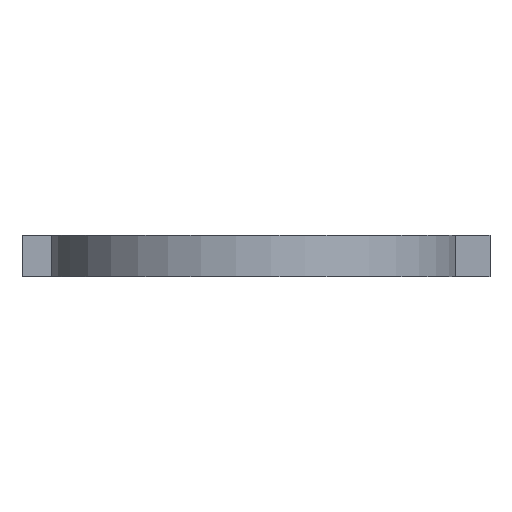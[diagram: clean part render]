
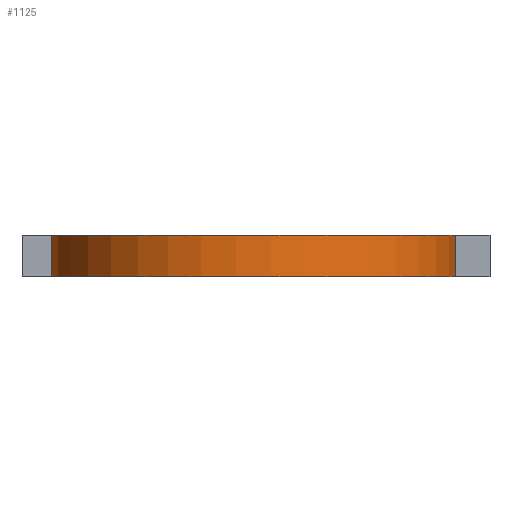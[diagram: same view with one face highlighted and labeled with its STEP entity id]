
A CAD part, front view. The second image highlights one B-rep face of the part: STEP entity #1125.
In plain terms, the highlighted cylindrical face has radius 24.5 mm (diameter 49 mm), a partial arc.
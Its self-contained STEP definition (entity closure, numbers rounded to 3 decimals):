
#73 = PLANE('',#74);
#74 = AXIS2_PLACEMENT_3D('',#75,#76,#77);
#75 = CARTESIAN_POINT('',(24.372,2.5,-5.));
#76 = DIRECTION('',(0.,0.,-1.));
#77 = DIRECTION('',(-1.,0.,0.));
#132 = PLANE('',#133);
#133 = AXIS2_PLACEMENT_3D('',#134,#135,#136);
#134 = CARTESIAN_POINT('',(24.372,2.5,0.));
#135 = DIRECTION('',(0.,0.,-1.));
#136 = DIRECTION('',(-1.,0.,0.));
#329 = VERTEX_POINT('',#330);
#330 = CARTESIAN_POINT('',(24.372,-2.5,0.));
#344 = PLANE('',#345);
#345 = AXIS2_PLACEMENT_3D('',#346,#347,#348);
#346 = CARTESIAN_POINT('',(28.55,-2.5,0.));
#347 = DIRECTION('',(0.,1.,0.));
#348 = DIRECTION('',(-1.,0.,0.));
#356 = EDGE_CURVE('',#357,#329,#359,.T.);
#357 = VERTEX_POINT('',#358);
#358 = CARTESIAN_POINT('',(-24.372,-2.5,0.));
#359 = SURFACE_CURVE('',#360,(#365,#376),.PCURVE_S1.);
#360 = CIRCLE('',#361,24.5);
#361 = AXIS2_PLACEMENT_3D('',#362,#363,#364);
#362 = CARTESIAN_POINT('',(0.,0.,0.));
#363 = DIRECTION('',(0.,0.,1.));
#364 = DIRECTION('',(1.,0.,0.));
#365 = PCURVE('',#132,#366);
#366 = DEFINITIONAL_REPRESENTATION('',(#367),#375);
#367 = ( BOUNDED_CURVE() B_SPLINE_CURVE(2,(#368,#369,#370,#371,#372,#373
,#374),.UNSPECIFIED.,.F.,.F.) B_SPLINE_CURVE_WITH_KNOTS((1,2,2,2,2,1),(
    -2.094,0.,2.094,4.189,6.283,
8.378),.UNSPECIFIED.) CURVE() GEOMETRIC_REPRESENTATION_ITEM() 
RATIONAL_B_SPLINE_CURVE((1.,0.5,1.,0.5,1.,0.5,1.)) REPRESENTATION_ITEM(
  '') );
#368 = CARTESIAN_POINT('',(-0.128,-2.5));
#369 = CARTESIAN_POINT('',(-0.128,39.935));
#370 = CARTESIAN_POINT('',(36.622,18.718));
#371 = CARTESIAN_POINT('',(73.372,-2.5));
#372 = CARTESIAN_POINT('',(36.622,-23.718));
#373 = CARTESIAN_POINT('',(-0.128,-44.935));
#374 = CARTESIAN_POINT('',(-0.128,-2.5));
#375 = ( GEOMETRIC_REPRESENTATION_CONTEXT(2) 
PARAMETRIC_REPRESENTATION_CONTEXT() REPRESENTATION_CONTEXT('2D SPACE',''
  ) );
#376 = PCURVE('',#377,#382);
#377 = CYLINDRICAL_SURFACE('',#378,24.5);
#378 = AXIS2_PLACEMENT_3D('',#379,#380,#381);
#379 = CARTESIAN_POINT('',(0.,0.,0.));
#380 = DIRECTION('',(0.,0.,1.));
#381 = DIRECTION('',(1.,0.,0.));
#382 = DEFINITIONAL_REPRESENTATION('',(#383),#387);
#383 = LINE('',#384,#385);
#384 = CARTESIAN_POINT('',(0.,0.));
#385 = VECTOR('',#386,1.);
#386 = DIRECTION('',(1.,0.));
#387 = ( GEOMETRIC_REPRESENTATION_CONTEXT(2) 
PARAMETRIC_REPRESENTATION_CONTEXT() REPRESENTATION_CONTEXT('2D SPACE',''
  ) );
#405 = PLANE('',#406);
#406 = AXIS2_PLACEMENT_3D('',#407,#408,#409);
#407 = CARTESIAN_POINT('',(-27.91,-2.5,0.));
#408 = DIRECTION('',(0.,-1.,0.));
#409 = DIRECTION('',(1.,0.,0.));
#713 = VERTEX_POINT('',#714);
#714 = CARTESIAN_POINT('',(24.372,-2.5,-5.));
#735 = EDGE_CURVE('',#736,#713,#738,.T.);
#736 = VERTEX_POINT('',#737);
#737 = CARTESIAN_POINT('',(-24.372,-2.5,-5.));
#738 = SURFACE_CURVE('',#739,(#744,#755),.PCURVE_S1.);
#739 = CIRCLE('',#740,24.5);
#740 = AXIS2_PLACEMENT_3D('',#741,#742,#743);
#741 = CARTESIAN_POINT('',(0.,0.,-5.));
#742 = DIRECTION('',(0.,0.,1.));
#743 = DIRECTION('',(1.,0.,0.));
#744 = PCURVE('',#73,#745);
#745 = DEFINITIONAL_REPRESENTATION('',(#746),#754);
#746 = ( BOUNDED_CURVE() B_SPLINE_CURVE(2,(#747,#748,#749,#750,#751,#752
,#753),.UNSPECIFIED.,.F.,.F.) B_SPLINE_CURVE_WITH_KNOTS((1,2,2,2,2,1),(
    -2.094,0.,2.094,4.189,6.283,
8.378),.UNSPECIFIED.) CURVE() GEOMETRIC_REPRESENTATION_ITEM() 
RATIONAL_B_SPLINE_CURVE((1.,0.5,1.,0.5,1.,0.5,1.)) REPRESENTATION_ITEM(
  '') );
#747 = CARTESIAN_POINT('',(-0.128,-2.5));
#748 = CARTESIAN_POINT('',(-0.128,39.935));
#749 = CARTESIAN_POINT('',(36.622,18.718));
#750 = CARTESIAN_POINT('',(73.372,-2.5));
#751 = CARTESIAN_POINT('',(36.622,-23.718));
#752 = CARTESIAN_POINT('',(-0.128,-44.935));
#753 = CARTESIAN_POINT('',(-0.128,-2.5));
#754 = ( GEOMETRIC_REPRESENTATION_CONTEXT(2) 
PARAMETRIC_REPRESENTATION_CONTEXT() REPRESENTATION_CONTEXT('2D SPACE',''
  ) );
#755 = PCURVE('',#377,#756);
#756 = DEFINITIONAL_REPRESENTATION('',(#757),#761);
#757 = LINE('',#758,#759);
#758 = CARTESIAN_POINT('',(0.,-5.));
#759 = VECTOR('',#760,1.);
#760 = DIRECTION('',(1.,0.));
#761 = ( GEOMETRIC_REPRESENTATION_CONTEXT(2) 
PARAMETRIC_REPRESENTATION_CONTEXT() REPRESENTATION_CONTEXT('2D SPACE',''
  ) );
#1077 = EDGE_CURVE('',#329,#713,#1078,.T.);
#1078 = SURFACE_CURVE('',#1079,(#1083,#1090),.PCURVE_S1.);
#1079 = LINE('',#1080,#1081);
#1080 = CARTESIAN_POINT('',(24.372,-2.5,0.));
#1081 = VECTOR('',#1082,1.);
#1082 = DIRECTION('',(0.,0.,-1.));
#1083 = PCURVE('',#344,#1084);
#1084 = DEFINITIONAL_REPRESENTATION('',(#1085),#1089);
#1085 = LINE('',#1086,#1087);
#1086 = CARTESIAN_POINT('',(4.178,0.));
#1087 = VECTOR('',#1088,1.);
#1088 = DIRECTION('',(0.,-1.));
#1089 = ( GEOMETRIC_REPRESENTATION_CONTEXT(2) 
PARAMETRIC_REPRESENTATION_CONTEXT() REPRESENTATION_CONTEXT('2D SPACE',''
  ) );
#1090 = PCURVE('',#377,#1091);
#1091 = DEFINITIONAL_REPRESENTATION('',(#1092),#1096);
#1092 = LINE('',#1093,#1094);
#1093 = CARTESIAN_POINT('',(6.181,0.));
#1094 = VECTOR('',#1095,1.);
#1095 = DIRECTION('',(0.,-1.));
#1096 = ( GEOMETRIC_REPRESENTATION_CONTEXT(2) 
PARAMETRIC_REPRESENTATION_CONTEXT() REPRESENTATION_CONTEXT('2D SPACE',''
  ) );
#1104 = EDGE_CURVE('',#357,#736,#1105,.T.);
#1105 = SURFACE_CURVE('',#1106,(#1110,#1117),.PCURVE_S1.);
#1106 = LINE('',#1107,#1108);
#1107 = CARTESIAN_POINT('',(-24.372,-2.5,0.));
#1108 = VECTOR('',#1109,1.);
#1109 = DIRECTION('',(0.,0.,-1.));
#1110 = PCURVE('',#405,#1111);
#1111 = DEFINITIONAL_REPRESENTATION('',(#1112),#1116);
#1112 = LINE('',#1113,#1114);
#1113 = CARTESIAN_POINT('',(3.538,0.));
#1114 = VECTOR('',#1115,1.);
#1115 = DIRECTION('',(0.,-1.));
#1116 = ( GEOMETRIC_REPRESENTATION_CONTEXT(2) 
PARAMETRIC_REPRESENTATION_CONTEXT() REPRESENTATION_CONTEXT('2D SPACE',''
  ) );
#1117 = PCURVE('',#377,#1118);
#1118 = DEFINITIONAL_REPRESENTATION('',(#1119),#1123);
#1119 = LINE('',#1120,#1121);
#1120 = CARTESIAN_POINT('',(3.244,0.));
#1121 = VECTOR('',#1122,1.);
#1122 = DIRECTION('',(0.,-1.));
#1123 = ( GEOMETRIC_REPRESENTATION_CONTEXT(2) 
PARAMETRIC_REPRESENTATION_CONTEXT() REPRESENTATION_CONTEXT('2D SPACE',''
  ) );
#1125 = ADVANCED_FACE('',(#1126),#377,.T.);
#1126 = FACE_BOUND('',#1127,.T.);
#1127 = EDGE_LOOP('',(#1128,#1129,#1130,#1131));
#1128 = ORIENTED_EDGE('',*,*,#1104,.T.);
#1129 = ORIENTED_EDGE('',*,*,#735,.T.);
#1130 = ORIENTED_EDGE('',*,*,#1077,.F.);
#1131 = ORIENTED_EDGE('',*,*,#356,.F.);
